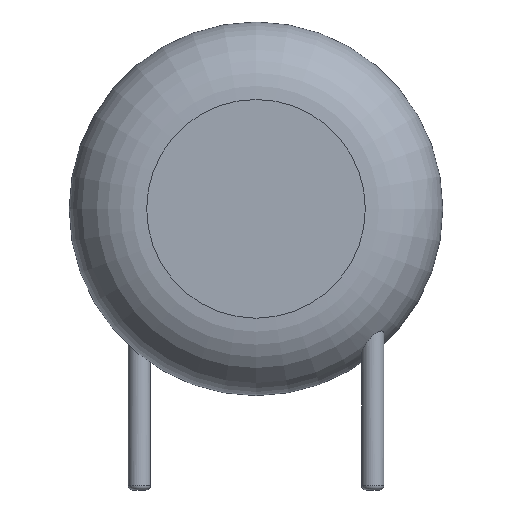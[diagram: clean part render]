
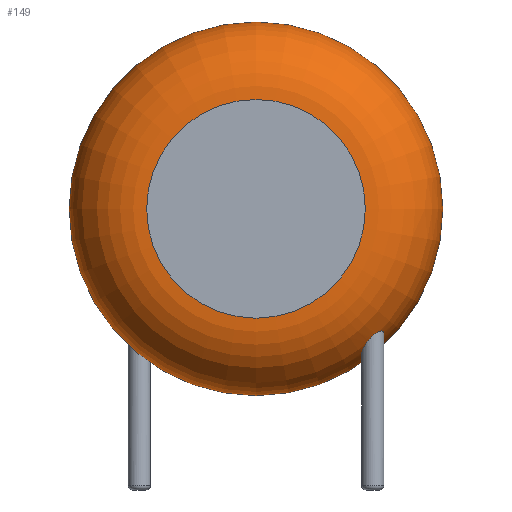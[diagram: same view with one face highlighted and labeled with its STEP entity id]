
A CAD part, front view. The second image highlights one B-rep face of the part: STEP entity #149.
In plain terms, the highlighted toroidal (fillet/blend) face has major radius 3.512 mm and minor radius 2.488 mm.
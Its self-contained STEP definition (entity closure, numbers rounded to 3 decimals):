
#24 = VERTEX_POINT('',#25);
#25 = CARTESIAN_POINT('',(9.75,-1.212,6.03));
#31 = EDGE_CURVE('',#24,#24,#32,.T.);
#32 = CIRCLE('',#33,6.);
#33 = AXIS2_PLACEMENT_3D('',#34,#35,#36);
#34 = CARTESIAN_POINT('',(3.75,-1.212,6.03));
#35 = DIRECTION('',(0.,-1.,0.));
#36 = DIRECTION('',(1.,0.,0.));
#149 = ADVANCED_FACE('',(#150,#170),#244,.T.);
#150 = FACE_BOUND('',#151,.T.);
#151 = EDGE_LOOP('',(#152,#153,#162,#169));
#152 = ORIENTED_EDGE('',*,*,#31,.T.);
#153 = ORIENTED_EDGE('',*,*,#154,.T.);
#154 = EDGE_CURVE('',#24,#155,#157,.T.);
#155 = VERTEX_POINT('',#156);
#156 = CARTESIAN_POINT('',(7.262,-3.7,6.03));
#157 = CIRCLE('',#158,2.488);
#158 = AXIS2_PLACEMENT_3D('',#159,#160,#161);
#159 = CARTESIAN_POINT('',(7.262,-1.212,6.03));
#160 = DIRECTION('',(0.,0.,-1.));
#161 = DIRECTION('',(1.,0.,0.));
#162 = ORIENTED_EDGE('',*,*,#163,.F.);
#163 = EDGE_CURVE('',#155,#155,#164,.T.);
#164 = CIRCLE('',#165,3.512);
#165 = AXIS2_PLACEMENT_3D('',#166,#167,#168);
#166 = CARTESIAN_POINT('',(3.75,-3.7,6.03));
#167 = DIRECTION('',(0.,-1.,0.));
#168 = DIRECTION('',(1.,0.,0.));
#169 = ORIENTED_EDGE('',*,*,#154,.F.);
#170 = FACE_BOUND('',#171,.T.);
#171 = EDGE_LOOP('',(#172,#191));
#172 = ORIENTED_EDGE('',*,*,#173,.T.);
#173 = EDGE_CURVE('',#174,#176,#178,.T.);
#174 = VERTEX_POINT('',#175);
#175 = CARTESIAN_POINT('',(7.86,-2.3,2.009));
#176 = VERTEX_POINT('',#177);
#177 = CARTESIAN_POINT('',(7.465,-1.942,1.458
));
#178 = B_SPLINE_CURVE_WITH_KNOTS('',6,(#179,#180,#181,#182,#183,#184,
#185,#186,#187,#188,#189,#190),.UNSPECIFIED.,.F.,.F.,(7,5,7),(
0.,0.503,1.),.UNSPECIFIED.);
#179 = CARTESIAN_POINT('',(7.86,-2.3,2.009));
#180 = CARTESIAN_POINT('',(7.86,-2.249,1.974));
#181 = CARTESIAN_POINT('',(7.851,-2.198,1.932
));
#182 = CARTESIAN_POINT('',(7.834,-2.151,1.887)
);
#183 = CARTESIAN_POINT('',(7.81,-2.107,1.84
));
#184 = CARTESIAN_POINT('',(7.779,-2.068,1.791
));
#185 = CARTESIAN_POINT('',(7.707,-2.002,1.692)
);
#186 = CARTESIAN_POINT('',(7.666,-1.974,1.642
));
#187 = CARTESIAN_POINT('',(7.619,-1.954,1.592
));
#188 = CARTESIAN_POINT('',(7.569,-1.941,1.544
));
#189 = CARTESIAN_POINT('',(7.517,-1.937,1.499
));
#190 = CARTESIAN_POINT('',(7.465,-1.942,1.458
));
#191 = ORIENTED_EDGE('',*,*,#192,.T.);
#192 = EDGE_CURVE('',#176,#174,#193,.T.);
#193 = B_SPLINE_CURVE_WITH_KNOTS('',7,(#194,#195,#196,#197,#198,#199,
#200,#201,#202,#203,#204,#205,#206,#207,#208,#209,#210,#211,#212,
#213,#214,#215,#216,#217,#218,#219,#220,#221,#222,#223,#224,#225,
#226,#227,#228,#229,#230,#231,#232,#233,#234,#235,#236,#237,#238,
#239,#240,#241,#242,#243),.UNSPECIFIED.,.F.,.F.,(8,6,6,6,6,6,6,6,8),
(0.,0.198,0.3,0.354,0.528,
0.737,0.821,0.925,1.),.UNSPECIFIED.);
#194 = CARTESIAN_POINT('',(7.465,-1.942,1.458
));
#195 = CARTESIAN_POINT('',(7.417,-1.946,1.422
));
#196 = CARTESIAN_POINT('',(7.369,-1.959,1.388
));
#197 = CARTESIAN_POINT('',(7.323,-1.978,1.361
));
#198 = CARTESIAN_POINT('',(7.28,-2.006,1.339)
);
#199 = CARTESIAN_POINT('',(7.242,-2.041,1.325
));
#200 = CARTESIAN_POINT('',(7.21,-2.081,1.32)
);
#201 = CARTESIAN_POINT('',(7.173,-2.147,1.326
));
#202 = CARTESIAN_POINT('',(7.162,-2.171,1.33
));
#203 = CARTESIAN_POINT('',(7.154,-2.195,1.336
));
#204 = CARTESIAN_POINT('',(7.147,-2.219,1.345
));
#205 = CARTESIAN_POINT('',(7.143,-2.244,1.355)
);
#206 = CARTESIAN_POINT('',(7.141,-2.269,1.368)
);
#207 = CARTESIAN_POINT('',(7.14,-2.306,1.389
));
#208 = CARTESIAN_POINT('',(7.14,-2.318,1.397
));
#209 = CARTESIAN_POINT('',(7.141,-2.331,1.406
));
#210 = CARTESIAN_POINT('',(7.142,-2.343,1.414)
);
#211 = CARTESIAN_POINT('',(7.144,-2.356,1.424
));
#212 = CARTESIAN_POINT('',(7.146,-2.368,1.433)
);
#213 = CARTESIAN_POINT('',(7.158,-2.418,1.475
));
#214 = CARTESIAN_POINT('',(7.171,-2.455,1.51
));
#215 = CARTESIAN_POINT('',(7.189,-2.488,1.549
));
#216 = CARTESIAN_POINT('',(7.21,-2.52,1.589)
);
#217 = CARTESIAN_POINT('',(7.234,-2.548,1.631)
);
#218 = CARTESIAN_POINT('',(7.262,-2.573,1.674
));
#219 = CARTESIAN_POINT('',(7.329,-2.62,1.77
));
#220 = CARTESIAN_POINT('',(7.369,-2.64,1.822
));
#221 = CARTESIAN_POINT('',(7.413,-2.655,1.874
));
#222 = CARTESIAN_POINT('',(7.46,-2.664,1.925
));
#223 = CARTESIAN_POINT('',(7.509,-2.666,1.972
));
#224 = CARTESIAN_POINT('',(7.559,-2.659,2.012
));
#225 = CARTESIAN_POINT('',(7.628,-2.637,2.058
));
#226 = CARTESIAN_POINT('',(7.648,-2.629,2.069
));
#227 = CARTESIAN_POINT('',(7.667,-2.62,2.079)
);
#228 = CARTESIAN_POINT('',(7.685,-2.61,2.088
));
#229 = CARTESIAN_POINT('',(7.703,-2.598,2.095)
);
#230 = CARTESIAN_POINT('',(7.72,-2.585,2.1
));
#231 = CARTESIAN_POINT('',(7.757,-2.554,2.107
));
#232 = CARTESIAN_POINT('',(7.775,-2.535,2.108
));
#233 = CARTESIAN_POINT('',(7.792,-2.514,2.107
));
#234 = CARTESIAN_POINT('',(7.807,-2.492,2.103
));
#235 = CARTESIAN_POINT('',(7.819,-2.469,2.097
));
#236 = CARTESIAN_POINT('',(7.83,-2.446,2.089)
);
#237 = CARTESIAN_POINT('',(7.845,-2.405,2.071
));
#238 = CARTESIAN_POINT('',(7.85,-2.388,2.063)
);
#239 = CARTESIAN_POINT('',(7.854,-2.37,2.054
));
#240 = CARTESIAN_POINT('',(7.857,-2.352,2.044)
);
#241 = CARTESIAN_POINT('',(7.859,-2.335,2.033
));
#242 = CARTESIAN_POINT('',(7.86,-2.317,2.021));
#243 = CARTESIAN_POINT('',(7.86,-2.3,2.009));
#244 = TOROIDAL_SURFACE('',#245,3.512,2.488);
#245 = AXIS2_PLACEMENT_3D('',#246,#247,#248);
#246 = CARTESIAN_POINT('',(3.75,-1.212,6.03));
#247 = DIRECTION('',(0.,-1.,0.));
#248 = DIRECTION('',(1.,0.,0.));
